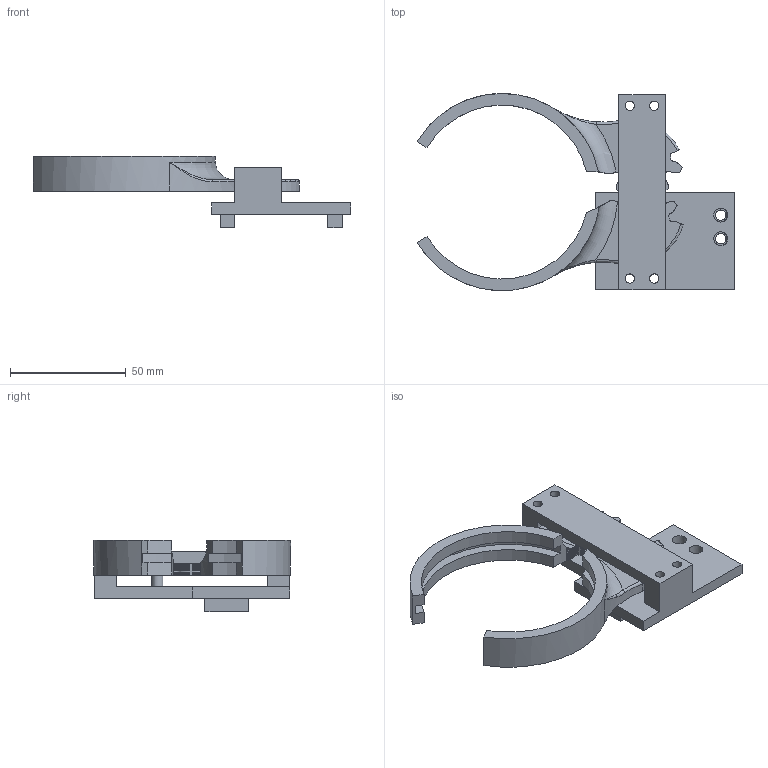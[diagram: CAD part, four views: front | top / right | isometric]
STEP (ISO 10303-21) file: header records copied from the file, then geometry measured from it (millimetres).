
FILE_DESCRIPTION(('STEP AP242'), '1');
FILE_NAME('Êëåøíè ñ ôèêñàòîðîì', '2022-12-15T16:17:57', (''), (''), 'C3D Converter', 'C3D Toolkit', '');
FILE_SCHEMA(('AP242_MANAGED_MODEL_BASED_3D_ENGINEERING_MIM_LF { 1 0 10303 442 1 1 4 }'));
Length unit declared in the file: millimetre
Products named in the file (4): TETRIX_739177_CR_SERVO_2013_ASM; -01
Assembly tree (3 placements, depth 2):
  TETRIX_739177_CR_SERVO_2013_ASM
    (unnamed)
    -01
    (unnamed)
Bounding box: 136.97 x 84.94 x 30.7 mm (x, y, z)
Volume: 47346.4 mm3; surface area: 30077.3 mm2
Topology: 3 solids, 3 shells, 490 faces, 1452 edges, 962 vertices
Faces by surface type: plane 443, cylinder 39, torus 6, bspline 2
Full cylindrical faces by diameter (mm): 3.2 x8, 4 x4, 4.4 x4, 4.8 x2, 5 x2, 6 x4, 9.5 x1
Entity records: 16700 total; most frequent: CARTESIAN_POINT 3385, ORIENTED_EDGE 2850, DIRECTION 2471, EDGE_CURVE 1425, LINE 1287, VECTOR 1287, VERTEX_POINT 962, AXIS2_PLACEMENT_3D 592
